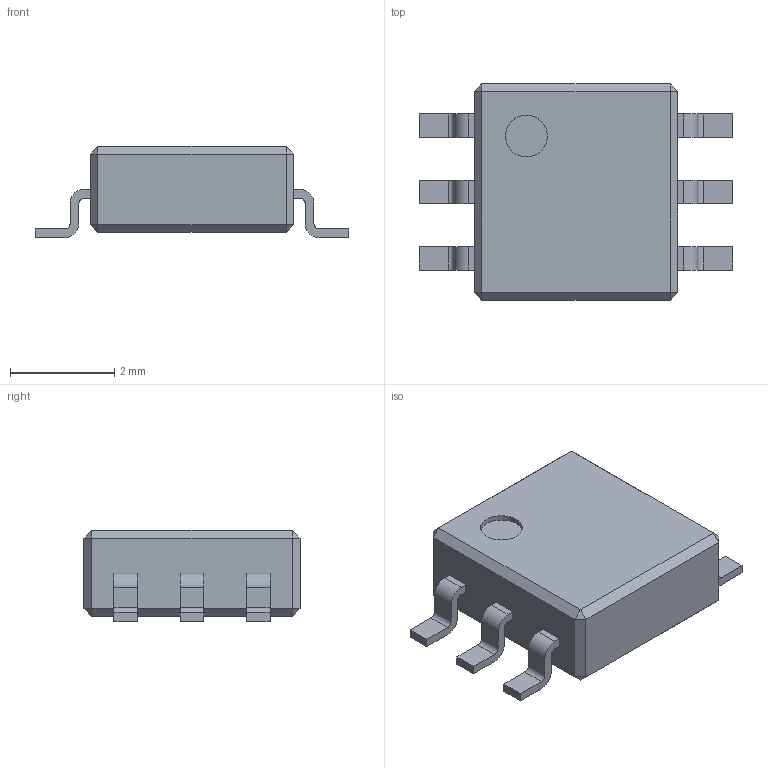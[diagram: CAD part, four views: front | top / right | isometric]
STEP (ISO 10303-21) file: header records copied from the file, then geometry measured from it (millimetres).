
FILE_DESCRIPTION(('Open CASCADE Model'),'2;1');
FILE_NAME('Open CASCADE Shape Model','2023-09-16T23:47:29',('Author'),('Open CASCADE'),'Open CASCADE STEP processor 7.7','Open CASCADE 7.7','Unknown');
FILE_SCHEMA(('AUTOMOTIVE_DESIGN { 1 0 10303 214 1 1 1 1 }'));
Length unit declared in the file: millimetre
Products named in the file (9): SOIC127P600X175-6; body; body_part; dot; dot_part; leg-1; leg-1_part; leg-2; leg-3
Assembly tree (10 placements, depth 3):
  SOIC127P600X175-6
    body
      body_part
    dot
      dot_part
    leg-1
      leg-1_part
    leg-2
      leg-1_part
    leg-3
      leg-1_part
Bounding box: 6 x 4.14 x 1.75 mm (x, y, z)
Volume: 27.8 mm3; surface area: 84.1 mm2
Topology: 5 solids, 5 shells, 97 faces, 234 edges, 148 vertices
Faces by surface type: plane 71, bspline 24, cylinder 2
Full cylindrical faces by diameter (mm): 0.8 x2
Entity records: 1171 total; most frequent: CARTESIAN_POINT 197, ORIENTED_EDGE 197, EDGE_CURVE 113, LINE 85, VERTEX_POINT 67, DIRECTION 54, FACE_BOUND 54, ADVANCED_FACE 53
